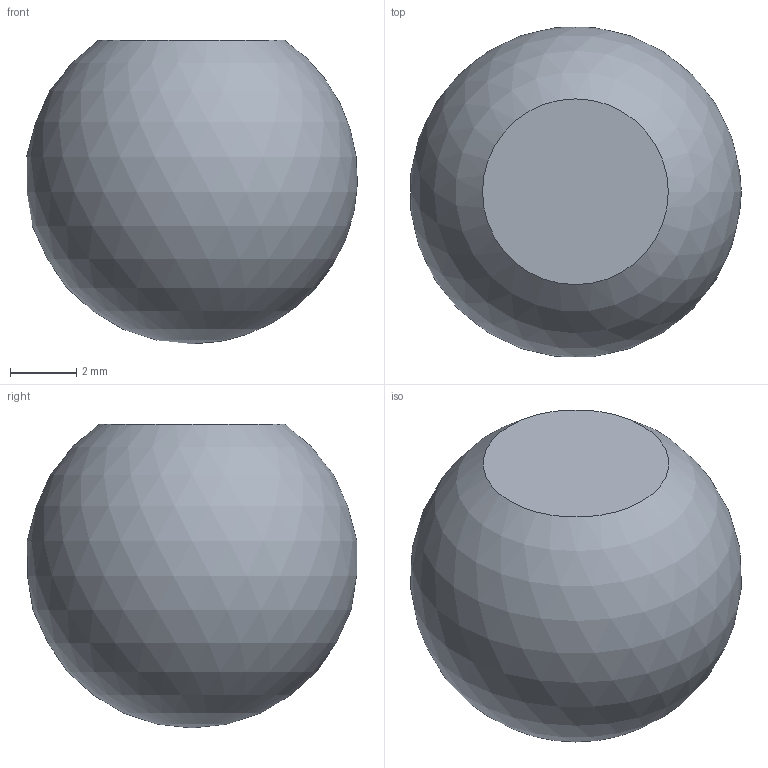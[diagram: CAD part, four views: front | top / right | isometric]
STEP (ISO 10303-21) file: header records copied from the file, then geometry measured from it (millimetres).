
FILE_DESCRIPTION(('FreeCAD Model'),'2;1');
FILE_NAME('spheretest3.step', '2020-06-11T14:44:35',('Author'),(''), 'Open CASCADE STEP processor 7.3','FreeCAD','Unknown');
FILE_SCHEMA(('AUTOMOTIVE_DESIGN { 1 0 10303 214 1 1 1 1 }'));
Length unit declared in the file: millimetre
Products named in the file (1): Sphère
Bounding box: 9.95 x 9.92 x 9.15 mm (x, y, z)
Volume: 512.8 mm3; surface area: 311.9 mm2
Topology: 1 solids, 1 shells, 2 faces, 3 edges, 2 vertices
Faces by surface type: sphere 1, plane 1
Entity records: 91 total; most frequent: DIRECTION 14, CARTESIAN_POINT 11, AXIS2_PLACEMENT_3D 5, ORIENTED_EDGE 4, PCURVE 4, DEFINITIONAL_REPRESENTATION 4, CIRCLE 3, LINE 3
